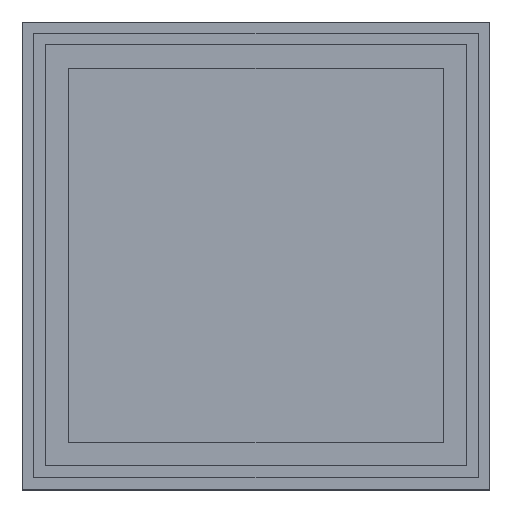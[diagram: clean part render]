
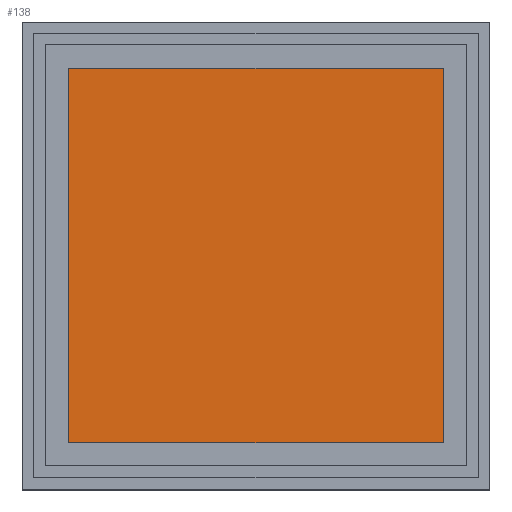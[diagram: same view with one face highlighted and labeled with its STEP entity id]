
A CAD part, top view. The second image highlights one B-rep face of the part: STEP entity #138.
In plain terms, the highlighted planar face has unit normal (0, 0, 1).
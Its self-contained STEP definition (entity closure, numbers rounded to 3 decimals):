
#138 = ADVANCED_FACE( '', ( #288 ), #289, .T. );
#288 = FACE_OUTER_BOUND( '', #441, .T. );
#289 = PLANE( '', #442 );
#441 = EDGE_LOOP( '', ( #779, #780, #781, #782 ) );
#442 = AXIS2_PLACEMENT_3D( '', #783, #784, #785 );
#779 = ORIENTED_EDGE( '', *, *, #1014, .T. );
#780 = ORIENTED_EDGE( '', *, *, #1001, .T. );
#781 = ORIENTED_EDGE( '', *, *, #1016, .T. );
#782 = ORIENTED_EDGE( '', *, *, #1008, .T. );
#783 = CARTESIAN_POINT( '', ( 0., 0., 5. ) );
#784 = DIRECTION( '', ( 0., 0., 1. ) );
#785 = DIRECTION( '', ( 1., 0., 0. ) );
#1001 = EDGE_CURVE( '', #1223, #1221, #1224, .T. );
#1008 = EDGE_CURVE( '', #1232, #1230, #1233, .T. );
#1014 = EDGE_CURVE( '', #1230, #1223, #1240, .T. );
#1016 = EDGE_CURVE( '', #1221, #1232, #1242, .T. );
#1221 = VERTEX_POINT( '', #1540 );
#1223 = VERTEX_POINT( '', #1543 );
#1224 = LINE( '', #1544, #1545 );
#1230 = VERTEX_POINT( '', #1553 );
#1232 = VERTEX_POINT( '', #1556 );
#1233 = LINE( '', #1557, #1558 );
#1240 = LINE( '', #1568, #1569 );
#1242 = LINE( '', #1571, #1572 );
#1540 = CARTESIAN_POINT( '', ( 2., -2., 5. ) );
#1543 = CARTESIAN_POINT( '', ( 18., -2., 5. ) );
#1544 = CARTESIAN_POINT( '', ( 18., -2., 5. ) );
#1545 = VECTOR( '', #1686, 1000. );
#1553 = CARTESIAN_POINT( '', ( 18., -18., 5. ) );
#1556 = CARTESIAN_POINT( '', ( 2., -18., 5. ) );
#1557 = CARTESIAN_POINT( '', ( 2., -18., 5. ) );
#1558 = VECTOR( '', #1690, 1000. );
#1568 = CARTESIAN_POINT( '', ( 18., -18., 5. ) );
#1569 = VECTOR( '', #1694, 1000. );
#1571 = CARTESIAN_POINT( '', ( 2., -2., 5. ) );
#1572 = VECTOR( '', #1695, 1000. );
#1686 = DIRECTION( '', ( -1., 0., 0. ) );
#1690 = DIRECTION( '', ( 1., 0., 0. ) );
#1694 = DIRECTION( '', ( 0., 1., 0. ) );
#1695 = DIRECTION( '', ( 0., -1., 0. ) );
